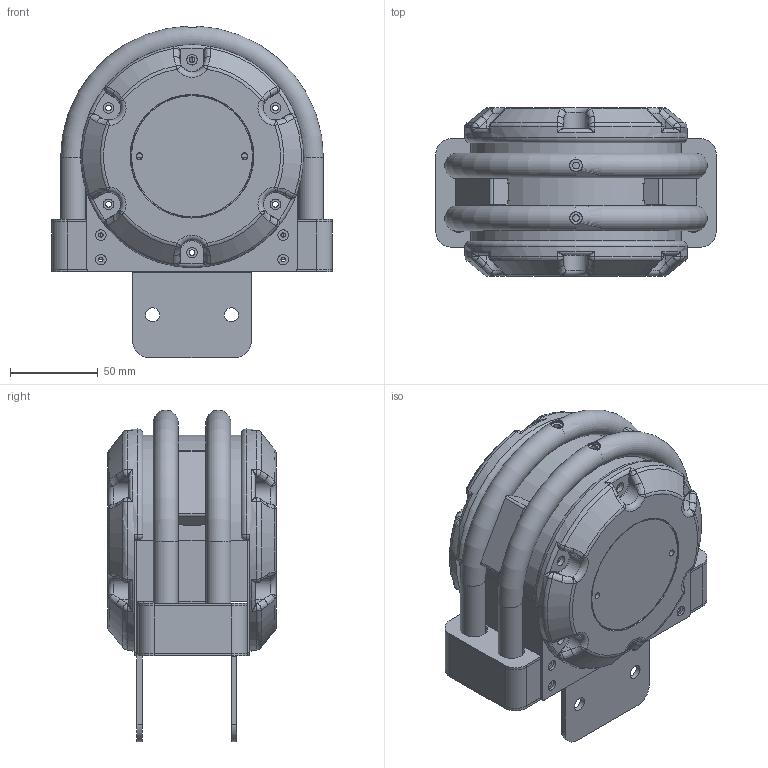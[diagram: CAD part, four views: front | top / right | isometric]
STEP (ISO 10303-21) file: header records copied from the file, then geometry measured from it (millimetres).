
FILE_DESCRIPTION(/* description */ (''),/* implementation_level */ '2;1');
FILE_NAME(/* name */ 'UNIT, SENSOR (L).step',/* time_stamp */ '2024-05-02T21:03:58-04:00',/* author */ (''),/* organization */ (''),/* preprocessor_version */ 'ST-DEVELOPER v20',/* originating_system */ 'Autodesk Translation Framework v12.20.1.177',/* authorisation */ '');
FILE_SCHEMA (('AUTOMOTIVE_DESIGN { 1 0 10303 214 3 1 1 }'));
Length unit declared in the file: millimetre
Products named in the file (40): UNIT, SENSOR (L); CABINET, SENSOR; FIXTURE, UNIT; UNIT, PCB (I); LED_D5.0mm; LED_D5.0mm_1; LED_D5.0mm_2; LED_D5.0mm_3; LED_D5.0mm_4; LED_D5.0mm_5; LED_D5.0mm_6; LED_D5.0mm_7; JST_EH_B4B-EH-A_1x04_P2.50mm_Vertical; JST_EH_B4B-EH-A_1x04_P2.50mm_Vertical_1; LIGHT, FIBER; UNIT, PCB (J); DIP-4_W7.62mm; SOLID (2); R_Axial_DIN0207_L6.3mm_D2.5mm_P10.16mm_Horizontal; SOLID; JST_EH_B4B-EH-A_1x04_P2.50mm_Vertical_2; SOLID (1); JST_EH_B6B-EH-A_1x06_P2.50mm_Vertical; SOLID (3); COMPOUND; BRACKET, PCB; BRACKET, SENSOR; NAiS AMB 345908; NAiS AMB 240903; COVER, PAD; PLATE, COVER; UNIT, PCB (I)_1; LED_D5.0mm_8; SOLID_1; JST_EH_B4B-EH-A_1x04_P2.50mm_Vertical_3; SOLID (1)_1; COMPOUND_1; FIXTURE, LIGHT; COVER, FIXTURE; COVER, CABINET
Assembly tree (80 placements, depth 4):
  UNIT, SENSOR (L)
    CABINET, SENSOR
    FIXTURE, UNIT
    UNIT, PCB (I)
      LED_D5.0mm
        SOLID_1
      LED_D5.0mm_1
        SOLID_1
      LED_D5.0mm_2
        SOLID_1
      LED_D5.0mm_3
        SOLID_1
      LED_D5.0mm_4
        SOLID_1
      LED_D5.0mm_5
        SOLID_1
      LED_D5.0mm_6
        SOLID_1
      LED_D5.0mm_7
        SOLID_1
      JST_EH_B4B-EH-A_1x04_P2.50mm_Vertical
        SOLID (1)_1
      JST_EH_B4B-EH-A_1x04_P2.50mm_Vertical_1
        SOLID (1)_1
      COMPOUND_1
    FIXTURE, LIGHT  x2
    COVER, FIXTURE  x2
    LIGHT, FIBER  x2
    COVER, PAD  x2
    PLATE, COVER  x2
    UNIT, PCB (J)
      DIP-4_W7.62mm  x4
        SOLID (2)
      R_Axial_DIN0207_L6.3mm_D2.5mm_P10.16mm_Horizontal  x12
        SOLID
      JST_EH_B4B-EH-A_1x04_P2.50mm_Vertical_2  x4
        SOLID (1)
      JST_EH_B6B-EH-A_1x06_P2.50mm_Vertical
        SOLID (3)
      COMPOUND
    BRACKET, PCB
    BRACKET, SENSOR
    NAiS AMB 345908
    NAiS AMB 240903
    UNIT, PCB (I)_1
      LED_D5.0mm_8  x8
        SOLID_1
      JST_EH_B4B-EH-A_1x04_P2.50mm_Vertical_3  x2
        SOLID (1)_1
      COMPOUND_1
    COVER, CABINET
Bounding box: 160 x 96 x 189.15 mm (x, y, z)
Volume: 458413.5 mm3; surface area: 401356.3 mm2
Topology: 80 solids, 80 shells, 3183 faces, 7843 edges, 4960 vertices
Faces by surface type: plane 2193, cylinder 640, torus 158, bspline 100, sphere 68, cone 24
Full cylindrical faces by diameter (mm): 0.6 x48, 0.8 x40, 0.9 x32, 0.95 x38, 1 x12, 2.25 x12, 2.5 x30, 2.529 x16, 3.1 x2, 3.2 x10, 3.332 x25, 3.4 x4, 3.8 x8, 4 x6, 4.2 x2, 4.9 x16, 5 x2, 6 x30, 7.1 x4, 8 x6, 13 x4, 14.2 x4, 14.7 x4, 15 x4, 16 x4, 69.1 x2, 70 x2, 76 x2, 80 x1, 127 x2
Entity records: 45089 total; most frequent: CARTESIAN_POINT 9358, DIRECTION 7107, ORIENTED_EDGE 6880, EDGE_CURVE 3440, AXIS2_PLACEMENT_3D 2377, LINE 2353, VECTOR 2353, VERTEX_POINT 2180
